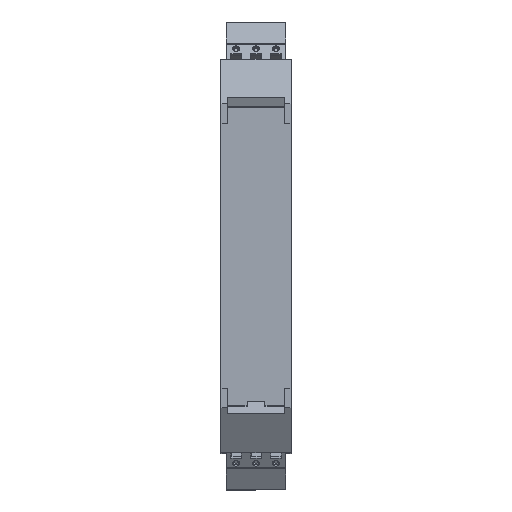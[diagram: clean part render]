
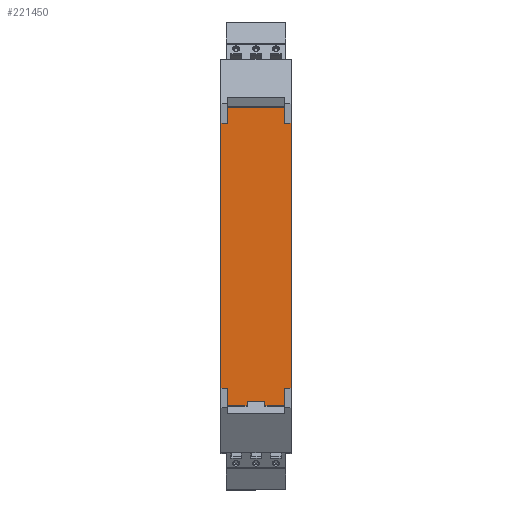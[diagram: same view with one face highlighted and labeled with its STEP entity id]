
A CAD part, top view. The second image highlights one B-rep face of the part: STEP entity #221450.
In plain terms, the highlighted planar face has unit normal (0, 0, 1).
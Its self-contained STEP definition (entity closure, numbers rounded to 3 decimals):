
#190350=CARTESIAN_POINT('',(-5.,89.685,
113.65));
#190360=VERTEX_POINT('',#190350);
#190760=CARTESIAN_POINT('',(-5.,23.044,
113.65));
#190770=VERTEX_POINT('',#190760);
#192380=CARTESIAN_POINT('',(-5.,56.364,
113.65));
#192390=DIRECTION('',(0.,1.,0.));
#192400=VECTOR('',#192390,1.);
#192410=LINE('',#192380,#192400);
#192420=EDGE_CURVE('',#190770,#190360,#192410,.T.);
#192720=CARTESIAN_POINT('',(12.6,23.044,
113.65));
#192730=VERTEX_POINT('',#192720);
#193050=CARTESIAN_POINT('',(12.6,89.685,
113.65));
#193060=VERTEX_POINT('',#193050);
#195150=CARTESIAN_POINT('',(12.6,56.364,
113.65));
#195160=DIRECTION('',(0.,-1.,0.));
#195170=VECTOR('',#195160,1.);
#195180=LINE('',#195150,#195170);
#195190=EDGE_CURVE('',#193060,#192730,#195180,.T.);
#220280=CARTESIAN_POINT('',(-5.,94.564,
113.65));
#220290=DIRECTION('',(0.,0.,-1.));
#220300=DIRECTION('',(0.,1.,0.));
#220310=AXIS2_PLACEMENT_3D('',#220280,#220290,#220300);
#220320=PLANE('',#220310);
#220330=CARTESIAN_POINT('',(11.,56.364,
113.65));
#220340=DIRECTION('',(0.,1.,0.));
#220350=VECTOR('',#220340,1.);
#220360=LINE('',#220330,#220350);
#220370=CARTESIAN_POINT('',(11.,89.685,
113.65));
#220380=VERTEX_POINT('',#220370);
#220390=CARTESIAN_POINT('',(11.,93.751,
113.65));
#220400=VERTEX_POINT('',#220390);
#220410=EDGE_CURVE('',#220380,#220400,#220360,.T.);
#220420=ORIENTED_EDGE('',*,*,#220410,.T.);
#220430=CARTESIAN_POINT('',(3.8,89.685,
113.65));
#220440=DIRECTION('',(-1.,0.,0.));
#220450=VECTOR('',#220440,1.);
#220460=LINE('',#220430,#220450);
#220470=EDGE_CURVE('',#193060,#220380,#220460,.T.);
#220480=ORIENTED_EDGE('',*,*,#220470,.T.);
#220490=ORIENTED_EDGE('',*,*,#195190,.F.);
#220500=CARTESIAN_POINT('',(3.8,23.044,
113.65));
#220510=DIRECTION('',(1.,0.,0.));
#220520=VECTOR('',#220510,1.);
#220530=LINE('',#220500,#220520);
#220540=CARTESIAN_POINT('',(11.,23.044,
113.65));
#220550=VERTEX_POINT('',#220540);
#220560=EDGE_CURVE('',#220550,#192730,#220530,.T.);
#220570=ORIENTED_EDGE('',*,*,#220560,.T.);
#220580=CARTESIAN_POINT('',(11.,56.364,
113.65));
#220590=DIRECTION('',(0.,1.,0.));
#220600=VECTOR('',#220590,1.);
#220610=LINE('',#220580,#220600);
#220620=CARTESIAN_POINT('',(11.,18.678,
113.65));
#220630=VERTEX_POINT('',#220620);
#220640=EDGE_CURVE('',#220630,#220550,#220610,.T.);
#220650=ORIENTED_EDGE('',*,*,#220640,.T.);
#220660=CARTESIAN_POINT('',(3.8,18.678,
113.65));
#220670=DIRECTION('',(1.,0.,0.));
#220680=VECTOR('',#220670,1.);
#220690=LINE('',#220660,#220680);
#220700=CARTESIAN_POINT('',(6.05,18.678,
113.65));
#220710=VERTEX_POINT('',#220700);
#220720=EDGE_CURVE('',#220710,#220630,#220690,.T.);
#220730=ORIENTED_EDGE('',*,*,#220720,.T.);
#220740=CARTESIAN_POINT('',(6.05,56.364,
113.65));
#220750=DIRECTION('',(0.,-1.,0.));
#220760=VECTOR('',#220750,1.);
#220770=LINE('',#220740,#220760);
#220780=CARTESIAN_POINT('',(6.05,19.723,
113.65));
#220790=VERTEX_POINT('',#220780);
#220800=EDGE_CURVE('',#220790,#220710,#220770,.T.);
#220810=ORIENTED_EDGE('',*,*,#220800,.T.);
#220820=CARTESIAN_POINT('',(3.8,19.723,
113.65));
#220830=DIRECTION('',(-1.,0.,0.));
#220840=VECTOR('',#220830,1.);
#220850=LINE('',#220820,#220840);
#220860=CARTESIAN_POINT('',(1.55,19.723,
113.65));
#220870=VERTEX_POINT('',#220860);
#220880=EDGE_CURVE('',#220790,#220870,#220850,.T.);
#220890=ORIENTED_EDGE('',*,*,#220880,.F.);
#220900=CARTESIAN_POINT('',(1.55,56.364,
113.65));
#220910=DIRECTION('',(0.,1.,0.));
#220920=VECTOR('',#220910,1.);
#220930=LINE('',#220900,#220920);
#220940=CARTESIAN_POINT('',(1.55,18.678,
113.65));
#220950=VERTEX_POINT('',#220940);
#220960=EDGE_CURVE('',#220950,#220870,#220930,.T.);
#220970=ORIENTED_EDGE('',*,*,#220960,.T.);
#220980=CARTESIAN_POINT('',(3.8,18.678,
113.65));
#220990=DIRECTION('',(1.,0.,0.));
#221000=VECTOR('',#220990,1.);
#221010=LINE('',#220980,#221000);
#221020=CARTESIAN_POINT('',(-3.4,18.678,
113.65));
#221030=VERTEX_POINT('',#221020);
#221040=EDGE_CURVE('',#221030,#220950,#221010,.T.);
#221050=ORIENTED_EDGE('',*,*,#221040,.T.);
#221060=CARTESIAN_POINT('',(-3.4,56.364,
113.65));
#221070=DIRECTION('',(0.,-1.,0.));
#221080=VECTOR('',#221070,1.);
#221090=LINE('',#221060,#221080);
#221100=CARTESIAN_POINT('',(-3.4,23.044,
113.65));
#221110=VERTEX_POINT('',#221100);
#221120=EDGE_CURVE('',#221110,#221030,#221090,.T.);
#221130=ORIENTED_EDGE('',*,*,#221120,.T.);
#221140=CARTESIAN_POINT('',(3.8,23.044,
113.65));
#221150=DIRECTION('',(1.,0.,0.));
#221160=VECTOR('',#221150,1.);
#221170=LINE('',#221140,#221160);
#221180=EDGE_CURVE('',#190770,#221110,#221170,.T.);
#221190=ORIENTED_EDGE('',*,*,#221180,.T.);
#221200=ORIENTED_EDGE('',*,*,#192420,.F.);
#221210=CARTESIAN_POINT('',(3.8,89.685,
113.65));
#221220=DIRECTION('',(-1.,0.,0.));
#221230=VECTOR('',#221220,1.);
#221240=LINE('',#221210,#221230);
#221250=CARTESIAN_POINT('',(-3.4,89.685,
113.65));
#221260=VERTEX_POINT('',#221250);
#221270=EDGE_CURVE('',#221260,#190360,#221240,.T.);
#221280=ORIENTED_EDGE('',*,*,#221270,.T.);
#221290=CARTESIAN_POINT('',(-3.4,56.364,
113.65));
#221300=DIRECTION('',(0.,-1.,0.));
#221310=VECTOR('',#221300,1.);
#221320=LINE('',#221290,#221310);
#221330=CARTESIAN_POINT('',(-3.4,93.751,
113.65));
#221340=VERTEX_POINT('',#221330);
#221350=EDGE_CURVE('',#221340,#221260,#221320,.T.);
#221360=ORIENTED_EDGE('',*,*,#221350,.T.);
#221370=CARTESIAN_POINT('',(3.8,93.751,
113.65));
#221380=DIRECTION('',(-1.,0.,0.));
#221390=VECTOR('',#221380,1.);
#221400=LINE('',#221370,#221390);
#221410=EDGE_CURVE('',#220400,#221340,#221400,.T.);
#221420=ORIENTED_EDGE('',*,*,#221410,.T.);
#221430=EDGE_LOOP('',(#221420,#221360,#221280,#221200,#221190,#221130,
#221050,#220970,#220890,#220810,#220730,#220650,#220570,#220490,#220480,
#220420));
#221440=FACE_OUTER_BOUND('',#221430,.T.);
#221450=ADVANCED_FACE('',(#221440),#220320,.F.);
